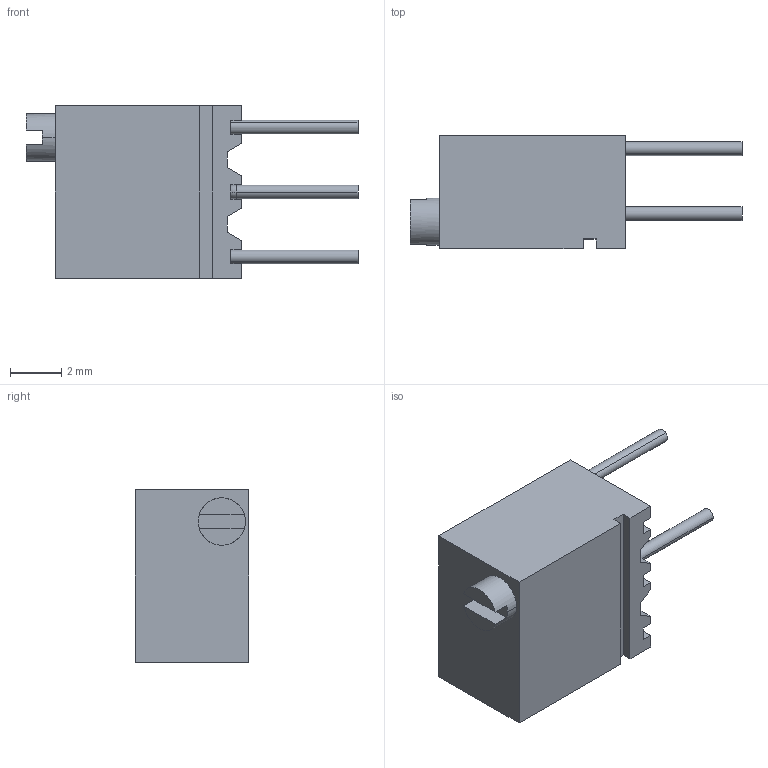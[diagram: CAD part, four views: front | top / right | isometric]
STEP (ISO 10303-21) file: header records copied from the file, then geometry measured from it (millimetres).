
FILE_DESCRIPTION((''),'2;1');
FILE_NAME('64W_SW0001','2012-02-21T',('bmozley'),(''),'PRO/ENGINEER BY PARAMETRIC TECHNOLOGY CORPORATION, 2011370','PRO/ENGINEER BY PARAMETRIC TECHNOLOGY CORPORATION, 2011370','');
FILE_SCHEMA(('CONFIG_CONTROL_DESIGN'));
Length unit declared in the file: inch
Products named in the file (1): 64W_SW0001
Bounding box: 13 x 4.45 x 6.76 mm (x, y, z)
Volume: 211.2 mm3; surface area: 279.2 mm2
Topology: 1 solids, 2 shells, 105 faces, 264 edges, 167 vertices
Faces by surface type: plane 87, cylinder 13, torus 3, cone 2
Entity records: 3174 total; most frequent: CARTESIAN_POINT 596, ORIENTED_EDGE 528, DIRECTION 507, EDGE_CURVE 264, VECTOR 225, LINE 225, VERTEX_POINT 167, AXIS2_PLACEMENT_3D 141
